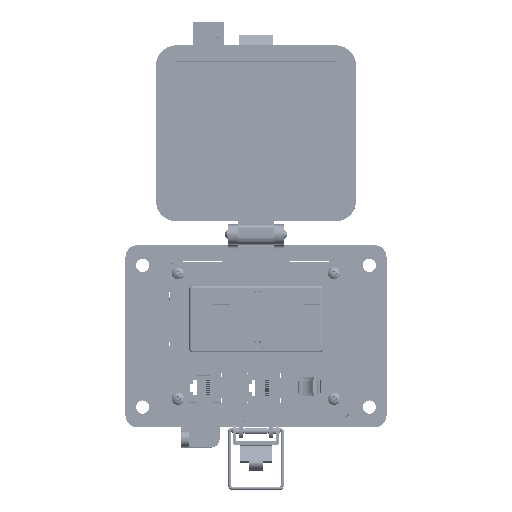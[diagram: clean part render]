
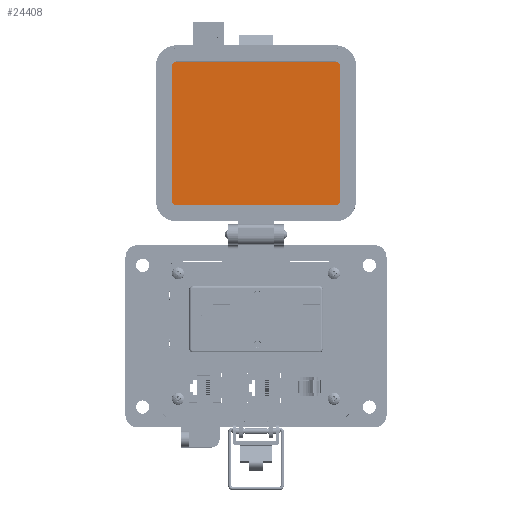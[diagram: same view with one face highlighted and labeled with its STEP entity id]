
A CAD part, top view. The second image highlights one B-rep face of the part: STEP entity #24408.
In plain terms, the highlighted planar face has unit normal (0, 0, 1).
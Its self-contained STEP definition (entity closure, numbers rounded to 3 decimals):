
#5209 = CARTESIAN_POINT ( 'NONE',  ( 35.912, 57.705, 19.202 ) ) ;
#6263 = ORIENTED_EDGE ( 'NONE', *, *, #71604, .F. ) ;
#8895 = EDGE_CURVE ( 'NONE', #210158, #204955, #147991, .T. ) ;
#11074 = CARTESIAN_POINT ( 'NONE',  ( -3.279, 57.705, 19.202 ) ) ;
#15286 = EDGE_CURVE ( 'NONE', #83300, #165515, #168333, .T. ) ;
#18372 = ORIENTED_EDGE ( 'NONE', *, *, #15286, .F. ) ;
#19002 = AXIS2_PLACEMENT_3D ( 'NONE', #121867, #189856, #173962 ) ;
#19083 = EDGE_CURVE ( 'NONE', #208767, #163013, #186579, .T. ) ;
#20272 = AXIS2_PLACEMENT_3D ( 'NONE', #185899, #30806, #99821 ) ;
#21980 = DIRECTION ( 'NONE',  ( 1., 0., 0. ) ) ;
#24408 = ADVANCED_FACE ( 'NONE', ( #93163 ), #111251, .T. ) ;
#25279 = DIRECTION ( 'NONE',  ( -1., 0., 0. ) ) ;
#26756 = VECTOR ( 'NONE', #166085, 1000. ) ;
#27055 = CARTESIAN_POINT ( 'NONE',  ( 35.912, 126.389, 19.202 ) ) ;
#29169 = DIRECTION ( 'NONE',  ( -1., 0., 0. ) ) ;
#30806 = DIRECTION ( 'NONE',  ( 0., 0., -1. ) ) ;
#34977 = AXIS2_PLACEMENT_3D ( 'NONE', #203432, #154655, #204549 ) ;
#35305 = ORIENTED_EDGE ( 'NONE', *, *, #116417, .F. ) ;
#39435 = CARTESIAN_POINT ( 'NONE',  ( -44.769, 93.196, 19.202 ) ) ;
#41653 = LINE ( 'NONE', #39435, #54027 ) ;
#50374 = LINE ( 'NONE', #119404, #207428 ) ;
#54027 = VECTOR ( 'NONE', #110680, 1000. ) ;
#60347 = CARTESIAN_POINT ( 'NONE',  ( 39.871, 130.108, 19.202 ) ) ;
#62081 = CARTESIAN_POINT ( 'NONE',  ( 38.212, 126.389, 19.202 ) ) ;
#66642 = CARTESIAN_POINT ( 'NONE',  ( 35.912, 128.688, 19.202 ) ) ;
#71604 = EDGE_CURVE ( 'NONE', #174526, #208767, #41653, .T. ) ;
#83300 = VERTEX_POINT ( 'NONE', #62081 ) ;
#89003 = EDGE_CURVE ( 'NONE', #200873, #83300, #172121, .T. ) ;
#90602 = ORIENTED_EDGE ( 'NONE', *, *, #141960, .F. ) ;
#93163 = FACE_OUTER_BOUND ( 'NONE', #109628, .T. ) ;
#99821 = DIRECTION ( 'NONE',  ( 0., -1., 0. ) ) ;
#100488 = ORIENTED_EDGE ( 'NONE', *, *, #117839, .F. ) ;
#107504 = CARTESIAN_POINT ( 'NONE',  ( 38.212, 60.004, 19.202 ) ) ;
#108585 = CARTESIAN_POINT ( 'NONE',  ( -44.769, 60.004, 19.202 ) ) ;
#109628 = EDGE_LOOP ( 'NONE', ( #90602, #18372, #210625, #100488, #151731, #6263, #35305, #175122 ) ) ;
#110680 = DIRECTION ( 'NONE',  ( 0., 1., 0. ) ) ;
#111251 = PLANE ( 'NONE',  #188247 ) ;
#116417 = EDGE_CURVE ( 'NONE', #204955, #174526, #131082, .T. ) ;
#116721 = VECTOR ( 'NONE', #29169, 1000. ) ;
#117839 = EDGE_CURVE ( 'NONE', #163013, #200873, #50374, .T. ) ;
#119404 = CARTESIAN_POINT ( 'NONE',  ( -3.279, 128.688, 19.202 ) ) ;
#121867 = CARTESIAN_POINT ( 'NONE',  ( -42.469, 60.004, 19.202 ) ) ;
#128321 = CARTESIAN_POINT ( 'NONE',  ( -42.469, 128.688, 19.202 ) ) ;
#131082 = CIRCLE ( 'NONE', #19002, 2.299 ) ;
#131132 = DIRECTION ( 'NONE',  ( 1., 0., 0. ) ) ;
#132520 = CIRCLE ( 'NONE', #34977, 2.299 ) ;
#141960 = EDGE_CURVE ( 'NONE', #165515, #210158, #132520, .T. ) ;
#147991 = LINE ( 'NONE', #11074, #116721 ) ;
#149087 = CARTESIAN_POINT ( 'NONE',  ( 38.212, 93.196, 19.202 ) ) ;
#151731 = ORIENTED_EDGE ( 'NONE', *, *, #19083, .F. ) ;
#154655 = DIRECTION ( 'NONE',  ( 0., 0., -1. ) ) ;
#158177 = CARTESIAN_POINT ( 'NONE',  ( -42.469, 57.705, 19.202 ) ) ;
#161437 = CARTESIAN_POINT ( 'NONE',  ( -44.769, 126.389, 19.202 ) ) ;
#163013 = VERTEX_POINT ( 'NONE', #128321 ) ;
#165515 = VERTEX_POINT ( 'NONE', #107504 ) ;
#166085 = DIRECTION ( 'NONE',  ( 0., -1., 0. ) ) ;
#166243 = DIRECTION ( 'NONE',  ( 0., 0., -1. ) ) ;
#168333 = LINE ( 'NONE', #149087, #26756 ) ;
#172121 = CIRCLE ( 'NONE', #201066, 2.299 ) ;
#173962 = DIRECTION ( 'NONE',  ( 1., 0., 0. ) ) ;
#174526 = VERTEX_POINT ( 'NONE', #108585 ) ;
#175122 = ORIENTED_EDGE ( 'NONE', *, *, #8895, .F. ) ;
#180352 = DIRECTION ( 'NONE',  ( 0., 0., 1. ) ) ;
#185899 = CARTESIAN_POINT ( 'NONE',  ( -42.469, 126.389, 19.202 ) ) ;
#186579 = CIRCLE ( 'NONE', #20272, 2.299 ) ;
#188247 = AXIS2_PLACEMENT_3D ( 'NONE', #60347, #180352, #25279 ) ;
#189856 = DIRECTION ( 'NONE',  ( 0., 0., -1. ) ) ;
#200873 = VERTEX_POINT ( 'NONE', #66642 ) ;
#201066 = AXIS2_PLACEMENT_3D ( 'NONE', #27055, #166243, #131132 ) ;
#203432 = CARTESIAN_POINT ( 'NONE',  ( 35.912, 60.004, 19.202 ) ) ;
#204549 = DIRECTION ( 'NONE',  ( 0., -1., 0. ) ) ;
#204955 = VERTEX_POINT ( 'NONE', #158177 ) ;
#207428 = VECTOR ( 'NONE', #21980, 1000. ) ;
#208767 = VERTEX_POINT ( 'NONE', #161437 ) ;
#210158 = VERTEX_POINT ( 'NONE', #5209 ) ;
#210625 = ORIENTED_EDGE ( 'NONE', *, *, #89003, .F. ) ;
